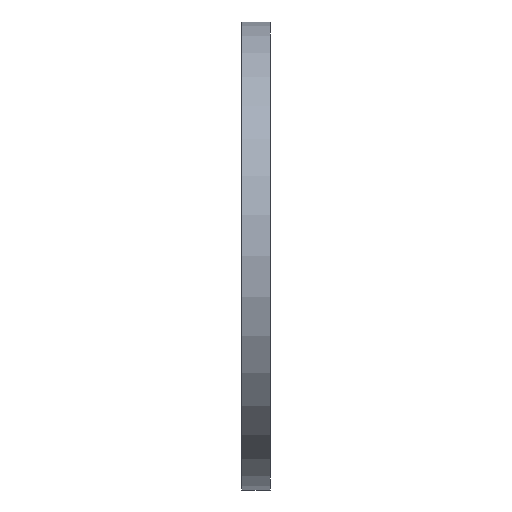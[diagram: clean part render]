
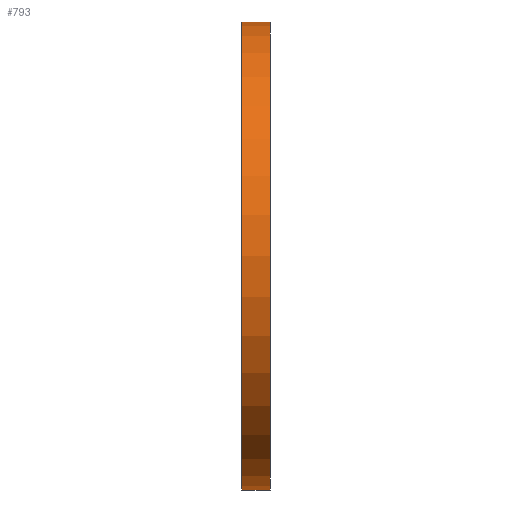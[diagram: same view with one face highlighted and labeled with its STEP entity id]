
A CAD part, left-side view. The second image highlights one B-rep face of the part: STEP entity #793.
In plain terms, the highlighted cylindrical face has radius 100 mm (diameter 200 mm), a partial arc.
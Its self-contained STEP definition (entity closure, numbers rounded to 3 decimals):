
#30 = LINE ( 'NONE', #716, #469 ) ;
#48 = EDGE_LOOP ( 'NONE', ( #689, #102, #730, #849 ) ) ;
#59 = LINE ( 'NONE', #137, #826 ) ;
#73 = DIRECTION ( 'NONE',  ( 0., 1., 0. ) ) ;
#97 = CARTESIAN_POINT ( 'NONE',  ( 0., 0., 100. ) ) ;
#102 = ORIENTED_EDGE ( 'NONE', *, *, #193, .T. ) ;
#130 = DIRECTION ( 'NONE',  ( 0., 0., 1. ) ) ;
#137 = CARTESIAN_POINT ( 'NONE',  ( 0., 38.545, -100. ) ) ;
#139 = EDGE_CURVE ( 'NONE', #315, #663, #566, .T. ) ;
#157 = DIRECTION ( 'NONE',  ( 0., 1., 0. ) ) ;
#164 = CARTESIAN_POINT ( 'NONE',  ( 0., 0., -100. ) ) ;
#178 = AXIS2_PLACEMENT_3D ( 'NONE', #688, #836, #278 ) ;
#193 = EDGE_CURVE ( 'NONE', #488, #272, #553, .T. ) ;
#236 = AXIS2_PLACEMENT_3D ( 'NONE', #493, #547, #130 ) ;
#272 = VERTEX_POINT ( 'NONE', #97 ) ;
#278 = DIRECTION ( 'NONE',  ( 0., 0., 1. ) ) ;
#315 = VERTEX_POINT ( 'NONE', #381 ) ;
#381 = CARTESIAN_POINT ( 'NONE',  ( 0., 12., -100. ) ) ;
#422 = DIRECTION ( 'NONE',  ( 0., 0., 1. ) ) ;
#469 = VECTOR ( 'NONE', #157, 1000. ) ;
#488 = VERTEX_POINT ( 'NONE', #164 ) ;
#493 = CARTESIAN_POINT ( 'NONE',  ( 0., 0., 0. ) ) ;
#547 = DIRECTION ( 'NONE',  ( 0., 1., 0. ) ) ;
#551 = CYLINDRICAL_SURFACE ( 'NONE', #741, 100. ) ;
#553 = CIRCLE ( 'NONE', #236, 100. ) ;
#566 = CIRCLE ( 'NONE', #178, 100. ) ;
#612 = FACE_OUTER_BOUND ( 'NONE', #48, .T. ) ;
#616 = CARTESIAN_POINT ( 'NONE',  ( 0., 12., 100. ) ) ;
#619 = DIRECTION ( 'NONE',  ( 0., 1., 0. ) ) ;
#663 = VERTEX_POINT ( 'NONE', #616 ) ;
#676 = EDGE_CURVE ( 'NONE', #488, #315, #59, .T. ) ;
#688 = CARTESIAN_POINT ( 'NONE',  ( 0., 12., 0. ) ) ;
#689 = ORIENTED_EDGE ( 'NONE', *, *, #676, .F. ) ;
#716 = CARTESIAN_POINT ( 'NONE',  ( 0., 38.545, 100. ) ) ;
#730 = ORIENTED_EDGE ( 'NONE', *, *, #867, .T. ) ;
#741 = AXIS2_PLACEMENT_3D ( 'NONE', #831, #619, #422 ) ;
#793 = ADVANCED_FACE ( 'NONE', ( #612 ), #551, .T. ) ;
#826 = VECTOR ( 'NONE', #73, 1000. ) ;
#831 = CARTESIAN_POINT ( 'NONE',  ( 0., 38.545, 0. ) ) ;
#836 = DIRECTION ( 'NONE',  ( 0., 1., 0. ) ) ;
#849 = ORIENTED_EDGE ( 'NONE', *, *, #139, .F. ) ;
#867 = EDGE_CURVE ( 'NONE', #272, #663, #30, .T. ) ;
